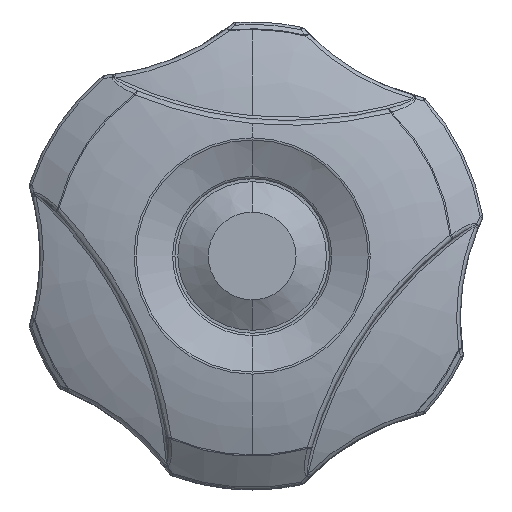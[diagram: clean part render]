
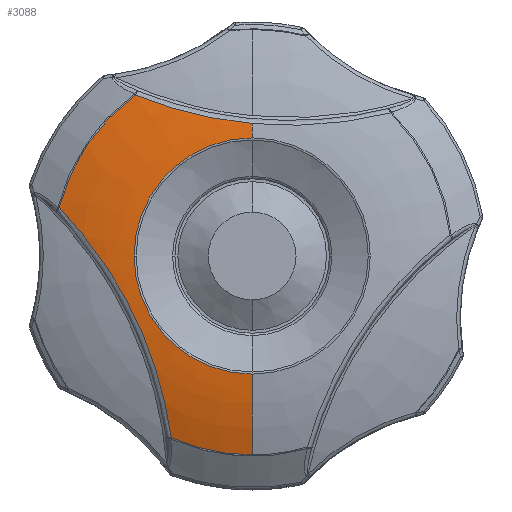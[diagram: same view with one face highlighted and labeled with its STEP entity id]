
A CAD part, left-side view. The second image highlights one B-rep face of the part: STEP entity #3088.
In plain terms, the highlighted toroidal (fillet/blend) face has major radius 6.511 mm and minor radius 30.6 mm.
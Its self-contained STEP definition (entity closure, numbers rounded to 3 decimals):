
#159 = CARTESIAN_POINT ( 'NONE',  ( -20.228, 7.04, -14.638 ) ) ;
#297 = EDGE_CURVE ( 'NONE', #14647, #6315, #14972, .T. ) ;
#407 = ORIENTED_EDGE ( 'NONE', *, *, #15466, .T. ) ;
#1304 = CARTESIAN_POINT ( 'NONE',  ( -20.997, 13.518, 0.62 ) ) ;
#1322 = FACE_OUTER_BOUND ( 'NONE', #8524, .T. ) ;
#1478 = CARTESIAN_POINT ( 'NONE',  ( -20.429, 8.417, 13.15 ) ) ;
#1902 = EDGE_CURVE ( 'NONE', #12775, #13633, #10727, .T. ) ;
#2274 = CIRCLE ( 'NONE', #5343, 10.093 ) ;
#2379 = DIRECTION ( 'NONE',  ( 0., -1., 0. ) ) ;
#2600 = CARTESIAN_POINT ( 'NONE',  ( -21.304, 8.676, -8.378 ) ) ;
#2665 = CARTESIAN_POINT ( 'NONE',  ( -21.43, 9.737, -5.77 ) ) ;
#2767 = CARTESIAN_POINT ( 'NONE',  ( -21.424, 0., 11.318 ) ) ;
#3088 = ADVANCED_FACE ( 'NONE', ( #1322 ), #7448, .T. ) ;
#3467 = CARTESIAN_POINT ( 'NONE',  ( -19.949, 9.994, 13.753 ) ) ;
#3898 = CARTESIAN_POINT ( 'NONE',  ( -21.259, 3.448, 11.803 ) ) ;
#4049 = AXIS2_PLACEMENT_3D ( 'NONE', #8499, #10832, #14332 ) ;
#4182 = DIRECTION ( 'NONE',  ( 0., 1., 0. ) ) ;
#4844 = CARTESIAN_POINT ( 'NONE',  ( -20.846, 14.087, 1.364 ) ) ;
#4990 = CARTESIAN_POINT ( 'NONE',  ( -20.463, 7.203, -13.735 ) ) ;
#5245 = CARTESIAN_POINT ( 'NONE',  ( -21.377, 1.728, 11.512 ) ) ;
#5343 = AXIS2_PLACEMENT_3D ( 'NONE', #13133, #10825, #8333 ) ;
#5483 = ORIENTED_EDGE ( 'NONE', *, *, #15413, .F. ) ;
#6071 = ORIENTED_EDGE ( 'NONE', *, *, #13845, .T. ) ;
#6154 = CARTESIAN_POINT ( 'NONE',  ( 8.796, 0., 6.511 ) ) ;
#6201 = CARTESIAN_POINT ( 'NONE',  ( -20.846, 7.598, -11.939 ) ) ;
#6213 = B_SPLINE_CURVE_WITH_KNOTS ( 'NONE', 3,
 ( #2767, #6295, #5245, #3898, #13669, #7594, #12475, #1478, #11288, #14206 ),
 .UNSPECIFIED., .F., .F.,
 ( 4, 2, 2, 2, 4 ),
 ( 0.012, 0.015, 0.017, 0.02, 0.023 ),
 .UNSPECIFIED. ) ;
#6266 = AXIS2_PLACEMENT_3D ( 'NONE', #11515, #10327, #7908 ) ;
#6295 = CARTESIAN_POINT ( 'NONE',  ( -21.411, 0.863, 11.398 ) ) ;
#6315 = VERTEX_POINT ( 'NONE', #8577 ) ;
#6587 = CARTESIAN_POINT ( 'NONE',  ( -21.424, 0., 11.318 ) ) ;
#6651 = EDGE_CURVE ( 'NONE', #7670, #14676, #13010, .T. ) ;
#6867 = VERTEX_POINT ( 'NONE', #6587 ) ;
#6946 = B_SPLINE_CURVE_WITH_KNOTS ( 'NONE', 3,
 ( #8706, #13583, #10950, #4844, #1304, #15836, #9758, #11177, #14871, #2665, #14625, #2600, #7507, #12449, #6201, #4990, #159, #13718 ),
 .UNSPECIFIED., .F., .F.,
 ( 4, 2, 2, 2, 2, 2, 2, 2, 4 ),
 ( 0., 0.003, 0.006, 0.008, 0.011, 0.014, 0.017, 0.02, 0.023 ),
 .UNSPECIFIED. ) ;
#7028 = CARTESIAN_POINT ( 'NONE',  ( -21.593, 0., 0. ) ) ;
#7132 = EDGE_CURVE ( 'NONE', #14676, #7961, #2274, .T. ) ;
#7448 = TOROIDAL_SURFACE ( 'NONE', #12299, 6.511, 30.6 ) ;
#7507 = CARTESIAN_POINT ( 'NONE',  ( -21.224, 8.369, -9.265 ) ) ;
#7587 = CARTESIAN_POINT ( 'NONE',  ( 8.796, 0., 0. ) ) ;
#7590 = CARTESIAN_POINT ( 'NONE',  ( -19.949, 16.495, 4.114 ) ) ;
#7594 = CARTESIAN_POINT ( 'NONE',  ( -20.943, 5.97, 12.391 ) ) ;
#7670 = VERTEX_POINT ( 'NONE', #15481 ) ;
#7730 = ORIENTED_EDGE ( 'NONE', *, *, #297, .F. ) ;
#7908 = DIRECTION ( 'NONE',  ( 0., -1., 0. ) ) ;
#7961 = VERTEX_POINT ( 'NONE', #11816 ) ;
#8333 = DIRECTION ( 'NONE',  ( 0., -1., 0. ) ) ;
#8499 = CARTESIAN_POINT ( 'NONE',  ( -19.949, 0., 0. ) ) ;
#8524 = EDGE_LOOP ( 'NONE', ( #7730, #12855, #9683, #12776, #5483, #407, #9167, #6071 ) ) ;
#8562 = DIRECTION ( 'NONE',  ( 1., 0., 0. ) ) ;
#8577 = CARTESIAN_POINT ( 'NONE',  ( -19.949, 6.914, -15.532 ) ) ;
#8706 = CARTESIAN_POINT ( 'NONE',  ( -19.949, 16.495, 4.114 ) ) ;
#9167 = ORIENTED_EDGE ( 'NONE', *, *, #1902, .T. ) ;
#9683 = ORIENTED_EDGE ( 'NONE', *, *, #6651, .T. ) ;
#9758 = CARTESIAN_POINT ( 'NONE',  ( -21.304, 11.942, -1.681 ) ) ;
#10221 = CARTESIAN_POINT ( 'NONE',  ( -21.593, 10.093, 0. ) ) ;
#10327 = DIRECTION ( 'NONE',  ( 1., 0., 0. ) ) ;
#10727 = CIRCLE ( 'NONE', #4049, 17.001 ) ;
#10825 = DIRECTION ( 'NONE',  ( 1., 0., 0. ) ) ;
#10832 = DIRECTION ( 'NONE',  ( -1., 0., 0. ) ) ;
#10950 = CARTESIAN_POINT ( 'NONE',  ( -20.462, 15.261, 2.784 ) ) ;
#11177 = CARTESIAN_POINT ( 'NONE',  ( -21.405, 10.996, -3.279 ) ) ;
#11288 = CARTESIAN_POINT ( 'NONE',  ( -20.208, 9.217, 13.441 ) ) ;
#11515 = CARTESIAN_POINT ( 'NONE',  ( -19.949, 0., 0. ) ) ;
#11816 = CARTESIAN_POINT ( 'NONE',  ( -21.593, 0., 10.093 ) ) ;
#11876 = DIRECTION ( 'NONE',  ( 0., -1., 0. ) ) ;
#12071 = CIRCLE ( 'NONE', #13608, 30.6 ) ;
#12299 = AXIS2_PLACEMENT_3D ( 'NONE', #7587, #12557, #14889 ) ;
#12315 = AXIS2_PLACEMENT_3D ( 'NONE', #12933, #4182, #14119 ) ;
#12449 = CARTESIAN_POINT ( 'NONE',  ( -20.996, 7.831, -11.044 ) ) ;
#12475 = CARTESIAN_POINT ( 'NONE',  ( -20.796, 6.794, 12.626 ) ) ;
#12557 = DIRECTION ( 'NONE',  ( -1., 0., 0. ) ) ;
#12775 = VERTEX_POINT ( 'NONE', #3467 ) ;
#12776 = ORIENTED_EDGE ( 'NONE', *, *, #7132, .T. ) ;
#12855 = ORIENTED_EDGE ( 'NONE', *, *, #14550, .T. ) ;
#12933 = CARTESIAN_POINT ( 'NONE',  ( 8.796, 0., -6.511 ) ) ;
#13010 = CIRCLE ( 'NONE', #15326, 10.093 ) ;
#13133 = CARTESIAN_POINT ( 'NONE',  ( -21.593, 0., 0. ) ) ;
#13341 = CIRCLE ( 'NONE', #12315, 30.6 ) ;
#13583 = CARTESIAN_POINT ( 'NONE',  ( -20.229, 15.869, 3.464 ) ) ;
#13608 = AXIS2_PLACEMENT_3D ( 'NONE', #6154, #2379, #8562 ) ;
#13633 = VERTEX_POINT ( 'NONE', #7590 ) ;
#13669 = CARTESIAN_POINT ( 'NONE',  ( -21.174, 4.297, 11.98 ) ) ;
#13718 = CARTESIAN_POINT ( 'NONE',  ( -19.949, 6.914, -15.532 ) ) ;
#13845 = EDGE_CURVE ( 'NONE', #13633, #6315, #6946, .T. ) ;
#13957 = CARTESIAN_POINT ( 'NONE',  ( -19.949, 0., -17.001 ) ) ;
#14119 = DIRECTION ( 'NONE',  ( 0., 0., 1. ) ) ;
#14206 = CARTESIAN_POINT ( 'NONE',  ( -19.949, 9.994, 13.753 ) ) ;
#14332 = DIRECTION ( 'NONE',  ( 0., 0., -1. ) ) ;
#14519 = DIRECTION ( 'NONE',  ( 1., 0., 0. ) ) ;
#14550 = EDGE_CURVE ( 'NONE', #14647, #7670, #13341, .T. ) ;
#14625 = CARTESIAN_POINT ( 'NONE',  ( -21.406, 9.361, -6.626 ) ) ;
#14647 = VERTEX_POINT ( 'NONE', #13957 ) ;
#14676 = VERTEX_POINT ( 'NONE', #10221 ) ;
#14871 = CARTESIAN_POINT ( 'NONE',  ( -21.429, 10.555, -4.096 ) ) ;
#14889 = DIRECTION ( 'NONE',  ( 0., 0., 1. ) ) ;
#14972 = CIRCLE ( 'NONE', #6266, 17.001 ) ;
#15326 = AXIS2_PLACEMENT_3D ( 'NONE', #7028, #14519, #11876 ) ;
#15413 = EDGE_CURVE ( 'NONE', #6867, #7961, #12071, .T. ) ;
#15466 = EDGE_CURVE ( 'NONE', #6867, #12775, #6213, .T. ) ;
#15481 = CARTESIAN_POINT ( 'NONE',  ( -21.593, 0., -10.093 ) ) ;
#15836 = CARTESIAN_POINT ( 'NONE',  ( -21.225, 12.446, -0.901 ) ) ;
